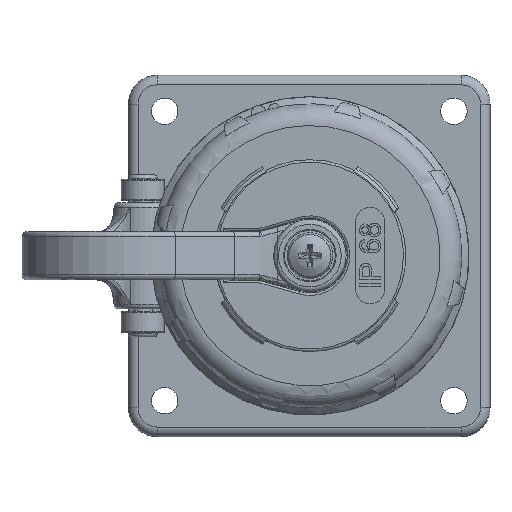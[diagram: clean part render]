
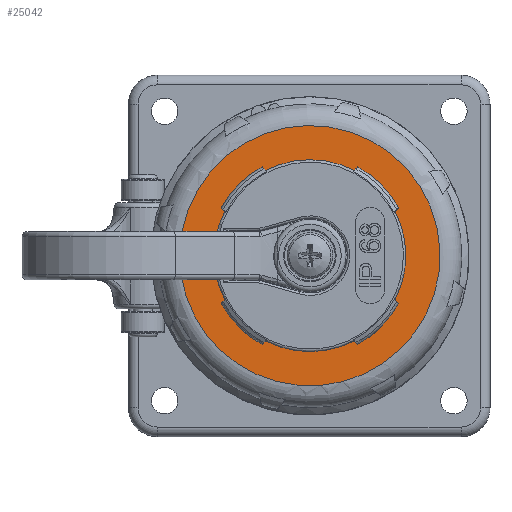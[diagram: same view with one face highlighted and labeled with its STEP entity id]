
A CAD part, top view. The second image highlights one B-rep face of the part: STEP entity #25042.
In plain terms, the highlighted planar face has unit normal (0, 0, 1).
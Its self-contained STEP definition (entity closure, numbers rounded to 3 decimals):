
#1225=FACE_BOUND('',#7470,.T.);
#1389=PLANE('',#26531);
#2199=LINE('',#35697,#4011);
#2200=LINE('',#35701,#4012);
#2201=LINE('',#35705,#4013);
#2202=LINE('',#35709,#4014);
#2203=LINE('',#35713,#4015);
#2204=LINE('',#35717,#4016);
#2205=LINE('',#35721,#4017);
#2206=LINE('',#35725,#4018);
#4011=VECTOR('',#29042,1.);
#4012=VECTOR('',#29045,1.);
#4013=VECTOR('',#29048,1.);
#4014=VECTOR('',#29051,1.);
#4015=VECTOR('',#29054,1.);
#4016=VECTOR('',#29057,1.);
#4017=VECTOR('',#29060,1.);
#4018=VECTOR('',#29063,1.);
#6063=FACE_OUTER_BOUND('',#7469,.T.);
#7469=EDGE_LOOP('',(#16383,#16384));
#7470=EDGE_LOOP('',(#16385,#16386,#16387,#16388,#16389,#16390,#16391,#16392,
#16393,#16394,#16395,#16396,#16397,#16398,#16399,#16400));
#9030=CIRCLE('',#26532,27.);
#9031=CIRCLE('',#26533,27.);
#9032=CIRCLE('',#26534,20.9);
#9033=CIRCLE('',#26535,19.9);
#9034=CIRCLE('',#26536,20.9);
#9035=CIRCLE('',#26537,19.9);
#9036=CIRCLE('',#26538,20.9);
#9037=CIRCLE('',#26539,19.9);
#9038=CIRCLE('',#26540,20.9);
#9039=CIRCLE('',#26541,19.9);
#10119=VERTEX_POINT('',#35691);
#10120=VERTEX_POINT('',#35692);
#10121=VERTEX_POINT('',#35695);
#10122=VERTEX_POINT('',#35696);
#10123=VERTEX_POINT('',#35698);
#10124=VERTEX_POINT('',#35700);
#10125=VERTEX_POINT('',#35702);
#10126=VERTEX_POINT('',#35704);
#10127=VERTEX_POINT('',#35706);
#10128=VERTEX_POINT('',#35708);
#10129=VERTEX_POINT('',#35710);
#10130=VERTEX_POINT('',#35712);
#10131=VERTEX_POINT('',#35714);
#10132=VERTEX_POINT('',#35716);
#10133=VERTEX_POINT('',#35718);
#10134=VERTEX_POINT('',#35720);
#10135=VERTEX_POINT('',#35722);
#10136=VERTEX_POINT('',#35724);
#12585=EDGE_CURVE('',#10119,#10120,#9030,.T.);
#12586=EDGE_CURVE('',#10120,#10119,#9031,.T.);
#12587=EDGE_CURVE('',#10121,#10122,#2199,.T.);
#12588=EDGE_CURVE('',#10123,#10122,#9032,.T.);
#12589=EDGE_CURVE('',#10123,#10124,#2200,.T.);
#12590=EDGE_CURVE('',#10125,#10124,#9033,.T.);
#12591=EDGE_CURVE('',#10125,#10126,#2201,.T.);
#12592=EDGE_CURVE('',#10127,#10126,#9034,.T.);
#12593=EDGE_CURVE('',#10127,#10128,#2202,.T.);
#12594=EDGE_CURVE('',#10129,#10128,#9035,.T.);
#12595=EDGE_CURVE('',#10129,#10130,#2203,.T.);
#12596=EDGE_CURVE('',#10131,#10130,#9036,.T.);
#12597=EDGE_CURVE('',#10131,#10132,#2204,.T.);
#12598=EDGE_CURVE('',#10133,#10132,#9037,.T.);
#12599=EDGE_CURVE('',#10133,#10134,#2205,.T.);
#12600=EDGE_CURVE('',#10135,#10134,#9038,.T.);
#12601=EDGE_CURVE('',#10135,#10136,#2206,.T.);
#12602=EDGE_CURVE('',#10121,#10136,#9039,.T.);
#16383=ORIENTED_EDGE('',*,*,#12585,.F.);
#16384=ORIENTED_EDGE('',*,*,#12586,.F.);
#16385=ORIENTED_EDGE('',*,*,#12587,.T.);
#16386=ORIENTED_EDGE('',*,*,#12588,.F.);
#16387=ORIENTED_EDGE('',*,*,#12589,.T.);
#16388=ORIENTED_EDGE('',*,*,#12590,.F.);
#16389=ORIENTED_EDGE('',*,*,#12591,.T.);
#16390=ORIENTED_EDGE('',*,*,#12592,.F.);
#16391=ORIENTED_EDGE('',*,*,#12593,.T.);
#16392=ORIENTED_EDGE('',*,*,#12594,.F.);
#16393=ORIENTED_EDGE('',*,*,#12595,.T.);
#16394=ORIENTED_EDGE('',*,*,#12596,.F.);
#16395=ORIENTED_EDGE('',*,*,#12597,.T.);
#16396=ORIENTED_EDGE('',*,*,#12598,.F.);
#16397=ORIENTED_EDGE('',*,*,#12599,.T.);
#16398=ORIENTED_EDGE('',*,*,#12600,.F.);
#16399=ORIENTED_EDGE('',*,*,#12601,.T.);
#16400=ORIENTED_EDGE('',*,*,#12602,.F.);
#25042=ADVANCED_FACE('',(#6063,#1225),#1389,.T.);
#26531=AXIS2_PLACEMENT_3D('',#35690,#29036,#29037);
#26532=AXIS2_PLACEMENT_3D('',#35693,#29038,#29039);
#26533=AXIS2_PLACEMENT_3D('',#35694,#29040,#29041);
#26534=AXIS2_PLACEMENT_3D('',#35699,#29043,#29044);
#26535=AXIS2_PLACEMENT_3D('',#35703,#29046,#29047);
#26536=AXIS2_PLACEMENT_3D('',#35707,#29049,#29050);
#26537=AXIS2_PLACEMENT_3D('',#35711,#29052,#29053);
#26538=AXIS2_PLACEMENT_3D('',#35715,#29055,#29056);
#26539=AXIS2_PLACEMENT_3D('',#35719,#29058,#29059);
#26540=AXIS2_PLACEMENT_3D('',#35723,#29061,#29062);
#26541=AXIS2_PLACEMENT_3D('',#35726,#29064,#29065);
#29036=DIRECTION('center_axis',(0.,0.,
1.));
#29037=DIRECTION('ref_axis',(-0.966,0.259,0.));
#29038=DIRECTION('center_axis',(0.,0.,
-1.));
#29039=DIRECTION('ref_axis',(0.966,-0.259,0.));
#29040=DIRECTION('center_axis',(0.,0.,
-1.));
#29041=DIRECTION('ref_axis',(0.966,-0.259,0.));
#29042=DIRECTION('',(0.707,-0.707,0.));
#29043=DIRECTION('center_axis',(0.,0.,
1.));
#29044=DIRECTION('ref_axis',(-1.,0.,0.));
#29045=DIRECTION('',(-0.707,0.707,0.));
#29046=DIRECTION('center_axis',(0.,0.,
1.));
#29047=DIRECTION('ref_axis',(-1.,0.,0.));
#29048=DIRECTION('',(-0.707,-0.707,0.));
#29049=DIRECTION('center_axis',(0.,0.,
1.));
#29050=DIRECTION('ref_axis',(-1.,0.,0.));
#29051=DIRECTION('',(0.707,0.707,0.));
#29052=DIRECTION('center_axis',(0.,0.,
1.));
#29053=DIRECTION('ref_axis',(-1.,0.,0.));
#29054=DIRECTION('',(-0.707,0.707,0.));
#29055=DIRECTION('center_axis',(0.,0.,
1.));
#29056=DIRECTION('ref_axis',(-1.,0.,0.));
#29057=DIRECTION('',(0.707,-0.707,0.));
#29058=DIRECTION('center_axis',(0.,0.,
1.));
#29059=DIRECTION('ref_axis',(-1.,0.,0.));
#29060=DIRECTION('',(0.707,0.707,0.));
#29061=DIRECTION('center_axis',(0.,0.,
1.));
#29062=DIRECTION('ref_axis',(-1.,0.,0.));
#29063=DIRECTION('',(-0.707,-0.707,0.));
#29064=DIRECTION('center_axis',(0.,0.,
1.));
#29065=DIRECTION('ref_axis',(-1.,0.,0.));
#35690=CARTESIAN_POINT('Origin',(-25.702,6.925,42.433));
#35691=CARTESIAN_POINT('',(-26.855,0.381,42.433));
#35692=CARTESIAN_POINT('',(-6.846,-26.08,42.433));
#35693=CARTESIAN_POINT('Origin',(0.142,0.,
42.433));
#35694=CARTESIAN_POINT('Origin',(0.142,0.,
42.433));
#35695=CARTESIAN_POINT('',(17.802,-9.174,42.433));
#35696=CARTESIAN_POINT('',(18.542,-9.914,42.433));
#35697=CARTESIAN_POINT('',(6.363,2.264,42.433));
#35698=CARTESIAN_POINT('',(10.056,-18.399,42.433));
#35699=CARTESIAN_POINT('Origin',(0.142,0.,
42.433));
#35700=CARTESIAN_POINT('',(9.316,-17.659,42.433));
#35701=CARTESIAN_POINT('',(-2.492,-5.851,42.433));
#35702=CARTESIAN_POINT('',(-9.031,-17.659,42.433));
#35703=CARTESIAN_POINT('Origin',(0.142,0.,
42.433));
#35704=CARTESIAN_POINT('',(-9.771,-18.399,42.433));
#35705=CARTESIAN_POINT('',(-7.793,-16.421,42.433));
#35706=CARTESIAN_POINT('',(-18.257,-9.914,42.433));
#35707=CARTESIAN_POINT('Origin',(0.142,0.,
42.433));
#35708=CARTESIAN_POINT('',(-17.517,-9.174,42.433));
#35709=CARTESIAN_POINT('',(-15.908,-7.566,42.433));
#35710=CARTESIAN_POINT('',(-17.517,9.174,42.433));
#35711=CARTESIAN_POINT('Origin',(0.142,0.,
42.433));
#35712=CARTESIAN_POINT('',(-18.257,9.914,42.433));
#35713=CARTESIAN_POINT('',(-16.278,7.936,42.433));
#35714=CARTESIAN_POINT('',(-9.771,18.399,42.433));
#35715=CARTESIAN_POINT('Origin',(0.142,0.,
42.433));
#35716=CARTESIAN_POINT('',(-9.031,17.659,42.433));
#35717=CARTESIAN_POINT('',(-7.423,16.051,42.433));
#35718=CARTESIAN_POINT('',(9.316,17.659,42.433));
#35719=CARTESIAN_POINT('Origin',(0.142,0.,
42.433));
#35720=CARTESIAN_POINT('',(10.056,18.399,42.433));
#35721=CARTESIAN_POINT('',(-2.122,6.221,42.433));
#35722=CARTESIAN_POINT('',(18.542,9.914,42.433));
#35723=CARTESIAN_POINT('Origin',(0.142,0.,
42.433));
#35724=CARTESIAN_POINT('',(17.802,9.174,42.433));
#35725=CARTESIAN_POINT('',(5.993,-2.634,42.433));
#35726=CARTESIAN_POINT('Origin',(0.142,0.,
42.433));
